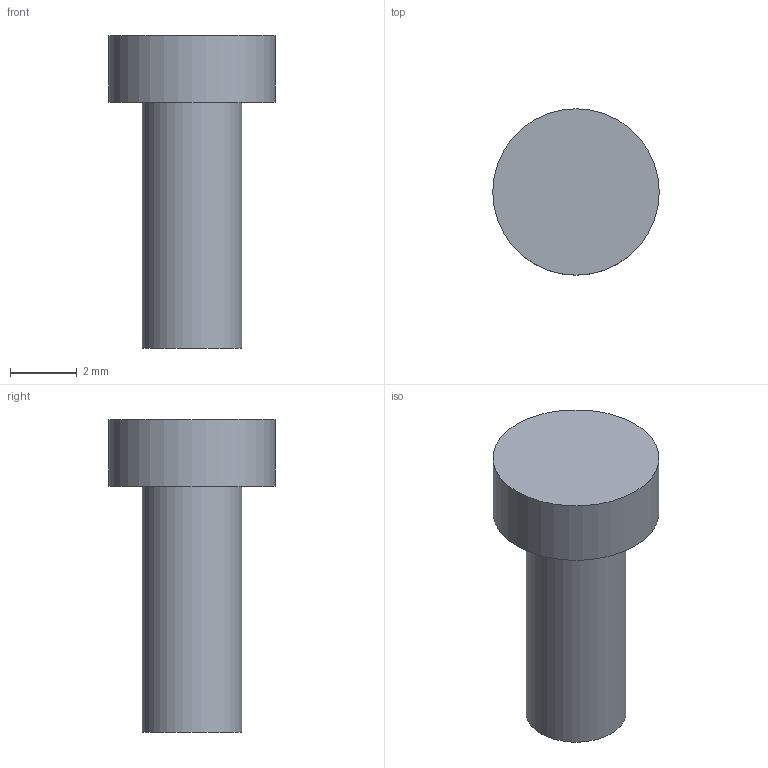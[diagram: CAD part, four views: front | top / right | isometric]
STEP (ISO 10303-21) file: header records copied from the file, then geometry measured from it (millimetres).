
FILE_DESCRIPTION(/* description */ (''),/* implementation_level */ '2;1');
FILE_NAME(/* name */ 'Kolek.stp',/* time_stamp */ '2025-06-27T23:45:29+02:00',/* author */ ('isan'),/* organization */ (''),/* preprocessor_version */ 'ST-DEVELOPER v20.1',/* originating_system */ 'Autodesk Inventor 2026',/* authorisation */ '');
FILE_SCHEMA (('AUTOMOTIVE_DESIGN { 1 0 10303 214 3 1 1 }'));
Length unit declared in the file: millimetre
Products named in the file (1): Kolek
Bounding box: 5 x 5 x 9.4 mm (x, y, z)
Volume: 91.6 mm3; surface area: 140.4 mm2
Topology: 1 solids, 1 shells, 5 faces, 6 edges, 4 vertices
Faces by surface type: plane 3, cylinder 2
Full cylindrical faces by diameter (mm): 3 x1, 5 x1
Entity records: 147 total; most frequent: DIRECTION 22, CARTESIAN_POINT 16, ORIENTED_EDGE 12, AXIS2_PLACEMENT_3D 10, EDGE_LOOP 6, EDGE_CURVE 6, FACE_OUTER_BOUND 5, ADVANCED_FACE 5
